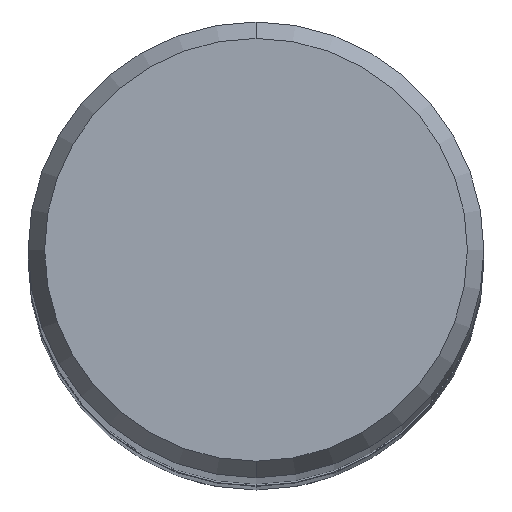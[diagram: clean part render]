
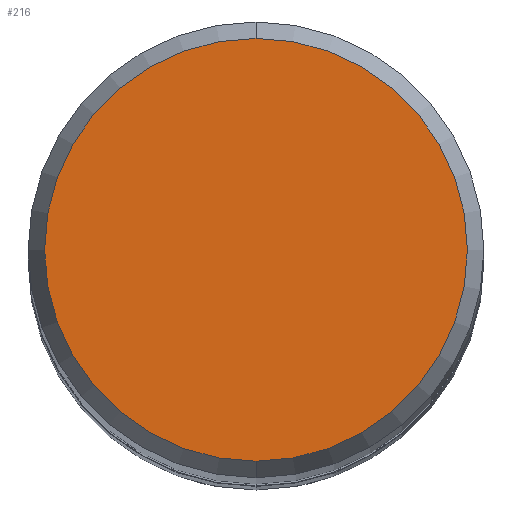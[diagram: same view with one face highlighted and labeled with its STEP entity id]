
A CAD part, top view. The second image highlights one B-rep face of the part: STEP entity #216.
In plain terms, the highlighted planar face has unit normal (0, 0, 1).
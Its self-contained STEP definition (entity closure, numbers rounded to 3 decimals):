
#216=ADVANCED_FACE('',(#536),#537,.T.);
#270=EDGE_CURVE('',#460,#354,#596,.T.);
#354=VERTEX_POINT('',#692);
#436=EDGE_CURVE('',#354,#460,#781,.T.);
#460=VERTEX_POINT('',#810);
#536=FACE_OUTER_BOUND('',#910,.T.);
#537=PLANE('',#911);
#596=CIRCLE('',#1038,2.946);
#692=CARTESIAN_POINT('',(0.,-2.946,0.));
#781=CIRCLE('',#1383,2.946);
#810=CARTESIAN_POINT('',(0.0,2.946,0.));
#910=EDGE_LOOP('',(#1518,#1519));
#911=AXIS2_PLACEMENT_3D('',#1520,#1521,#1522);
#1038=AXIS2_PLACEMENT_3D('',#1578,#1579,#1580);
#1383=AXIS2_PLACEMENT_3D('',#1792,#1793,#1794);
#1518=ORIENTED_EDGE('',*,*,#270,.F.);
#1519=ORIENTED_EDGE('',*,*,#436,.F.);
#1520=CARTESIAN_POINT('',(0.0,1.473,0.));
#1521=DIRECTION('',(-0.0,0.0,1.0));
#1522=DIRECTION('',(0.0,-1.0,0.0));
#1578=CARTESIAN_POINT('',(0.0,0.0,0.));
#1579=DIRECTION('',(0.0,0.0,-1.0));
#1580=DIRECTION('',(0.0,1.0,0.0));
#1792=CARTESIAN_POINT('',(0.0,0.0,0.));
#1793=DIRECTION('',(0.0,0.0,-1.0));
#1794=DIRECTION('',(0.0,1.0,0.0));
